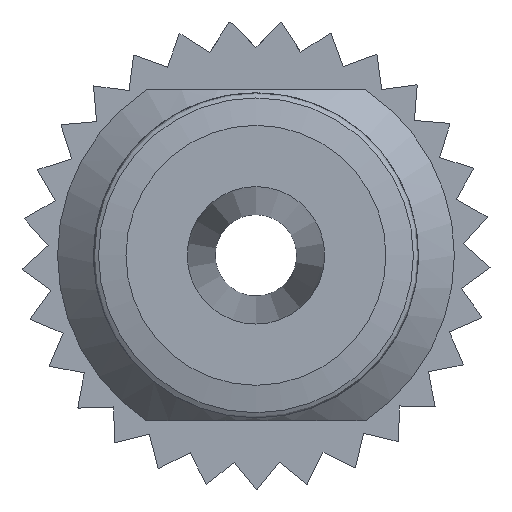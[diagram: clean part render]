
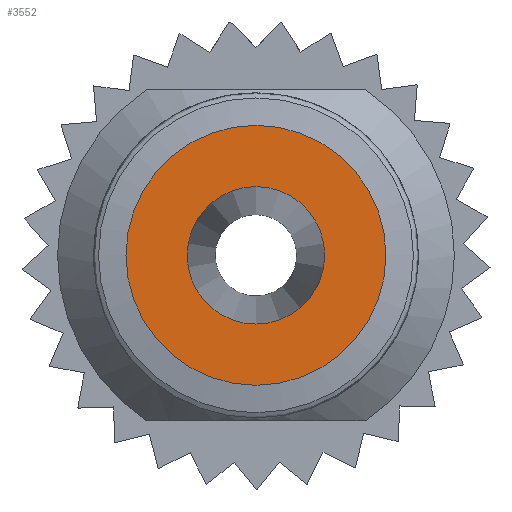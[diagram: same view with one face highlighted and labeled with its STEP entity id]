
A CAD part, front view. The second image highlights one B-rep face of the part: STEP entity #3552.
In plain terms, the highlighted planar face has unit normal (0, -1, 0).
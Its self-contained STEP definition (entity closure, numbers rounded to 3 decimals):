
#30=PLANE('',#3786);
#603=CIRCLE('',#3787,1.1);
#604=CIRCLE('',#3788,2.08);
#1000=ORIENTED_EDGE('',*,*,#1684,.F.);
#1001=ORIENTED_EDGE('',*,*,#1685,.T.);
#1684=EDGE_CURVE('',#1995,#1995,#603,.T.);
#1685=EDGE_CURVE('',#1996,#1996,#604,.T.);
#1995=VERTEX_POINT('',#5441);
#1996=VERTEX_POINT('',#5443);
#2169=EDGE_LOOP('',(#1000));
#2170=EDGE_LOOP('',(#1001));
#2343=FACE_BOUND('',#2169,.T.);
#2344=FACE_BOUND('',#2170,.T.);
#3552=ADVANCED_FACE('',(#2343,#2344),#30,.F.);
#3786=AXIS2_PLACEMENT_3D('',#5439,#4310,#4311);
#3787=AXIS2_PLACEMENT_3D('',#5440,#4312,#4313);
#3788=AXIS2_PLACEMENT_3D('',#5442,#4314,#4315);
#4310=DIRECTION('',(0.,1.,0.));
#4311=DIRECTION('',(0.,0.,1.));
#4312=DIRECTION('',(0.,-1.,0.));
#4313=DIRECTION('',(0.,0.,-1.));
#4314=DIRECTION('',(0.,-1.,0.));
#4315=DIRECTION('',(0.,0.,-1.));
#5439=CARTESIAN_POINT('',(2.08,0.,0.));
#5440=CARTESIAN_POINT('',(0.,0.,0.));
#5441=CARTESIAN_POINT('',(0.,0.,-1.1));
#5442=CARTESIAN_POINT('',(0.,0.,0.));
#5443=CARTESIAN_POINT('',(0.,0.,-2.08));
